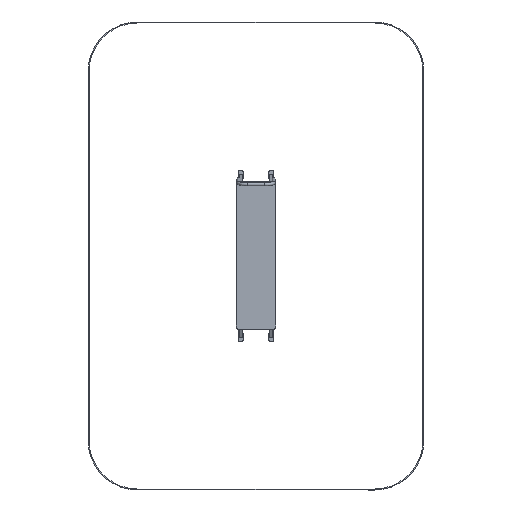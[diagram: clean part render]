
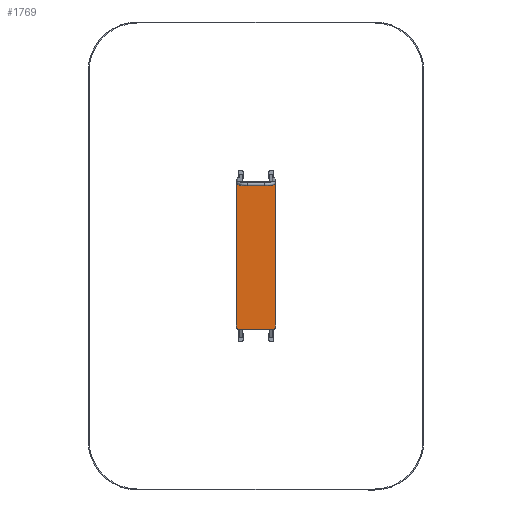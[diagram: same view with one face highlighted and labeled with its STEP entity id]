
A CAD part, top view. The second image highlights one B-rep face of the part: STEP entity #1769.
In plain terms, the highlighted planar face has unit normal (0, 0, 1).
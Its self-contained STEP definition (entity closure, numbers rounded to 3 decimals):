
#1769=ADVANCED_FACE('',(#2900),#2902,.T.);
#2900=FACE_BOUND('',#2901,.T.);
#2901=EDGE_LOOP('',(#3749,#3750,#3751,#3752,#3753,#3754,#3755,#3756,#3757,#3758,
#3759,#3760,#3761,#3762));
#2902=PLANE('',#2903);
#2903=AXIS2_PLACEMENT_3D('',#2904,#2905,#2906);
#2904=CARTESIAN_POINT('',(0.,0.,15.));
#2905=DIRECTION('',(0.,0.,1.));
#2906=DIRECTION('',(-1.,0.,0.));
#3749=ORIENTED_EDGE('',*,*,#4193,.T.);
#3750=ORIENTED_EDGE('',*,*,#4194,.T.);
#3751=ORIENTED_EDGE('',*,*,#4195,.T.);
#3752=ORIENTED_EDGE('',*,*,#4196,.T.);
#3753=ORIENTED_EDGE('',*,*,#4197,.T.);
#3754=ORIENTED_EDGE('',*,*,#4198,.T.);
#3755=ORIENTED_EDGE('',*,*,#4199,.T.);
#3756=ORIENTED_EDGE('',*,*,#4200,.T.);
#3757=ORIENTED_EDGE('',*,*,#4201,.T.);
#3758=ORIENTED_EDGE('',*,*,#4202,.T.);
#3759=ORIENTED_EDGE('',*,*,#4203,.T.);
#3760=ORIENTED_EDGE('',*,*,#4204,.T.);
#3761=ORIENTED_EDGE('',*,*,#4205,.T.);
#3762=ORIENTED_EDGE('',*,*,#4206,.T.);
#4193=EDGE_CURVE('',#4665,#4666,#4667,.T.);
#4194=EDGE_CURVE('',#4666,#4668,#4669,.T.);
#4195=EDGE_CURVE('',#4668,#4670,#4671,.T.);
#4196=EDGE_CURVE('',#4670,#4672,#4673,.T.);
#4197=EDGE_CURVE('',#4672,#4674,#4675,.T.);
#4198=EDGE_CURVE('',#4674,#4676,#4677,.T.);
#4199=EDGE_CURVE('',#4676,#4678,#4679,.T.);
#4200=EDGE_CURVE('',#4678,#4680,#4681,.T.);
#4201=EDGE_CURVE('',#4680,#4682,#4683,.T.);
#4202=EDGE_CURVE('',#4682,#4684,#4685,.T.);
#4203=EDGE_CURVE('',#4684,#4686,#4687,.T.);
#4204=EDGE_CURVE('',#4686,#4688,#4689,.T.);
#4205=EDGE_CURVE('',#4688,#4690,#4691,.T.);
#4206=EDGE_CURVE('',#4690,#4665,#4692,.T.);
#4665=VERTEX_POINT('',#5711);
#4666=VERTEX_POINT('',#5712);
#4667=LINE('',#5713,#5714);
#4668=VERTEX_POINT('',#5716);
#4669=CIRCLE('',#5717,25.);
#4670=VERTEX_POINT('',#5721);
#4671=LINE('',#5722,#5723);
#4672=VERTEX_POINT('',#5725);
#4673=CIRCLE('',#5726,10.);
#4674=VERTEX_POINT('',#5730);
#4675=LINE('',#5731,#5732);
#4676=VERTEX_POINT('',#5734);
#4677=LINE('',#5735,#5736);
#4678=VERTEX_POINT('',#5738);
#4679=LINE('',#5739,#5740);
#4680=VERTEX_POINT('',#5742);
#4681=CIRCLE('',#5743,10.);
#4682=VERTEX_POINT('',#5747);
#4683=LINE('',#5748,#5749);
#4684=VERTEX_POINT('',#5751);
#4685=CIRCLE('',#5752,25.);
#4686=VERTEX_POINT('',#5756);
#4687=LINE('',#5757,#5758);
#4688=VERTEX_POINT('',#5760);
#4689=CIRCLE('',#5761,25.);
#4690=VERTEX_POINT('',#5765);
#4691=LINE('',#5766,#5767);
#4692=CIRCLE('',#5769,25.);
#5711=CARTESIAN_POINT('',(720.,195.,15.));
#5712=CARTESIAN_POINT('',(-706.586,195.,15.));
#5713=CARTESIAN_POINT('',(720.,195.,15.));
#5714=VECTOR('',#5715,1.);
#5715=DIRECTION('',(-1.,0.,0.));
#5716=CARTESIAN_POINT('',(-731.586,170.,15.));
#5717=AXIS2_PLACEMENT_3D('',#5718,#5719,#5720);
#5718=CARTESIAN_POINT('',(-706.586,170.,15.));
#5719=DIRECTION('',(0.,0.,1.));
#5720=DIRECTION('',(0.,1.,0.));
#5721=CARTESIAN_POINT('',(-731.586,167.,15.));
#5722=CARTESIAN_POINT('',(-731.586,170.,15.));
#5723=VECTOR('',#5724,1.);
#5724=DIRECTION('',(0.,-1.,0.));
#5725=CARTESIAN_POINT('',(-741.586,157.,15.));
#5726=AXIS2_PLACEMENT_3D('',#5727,#5728,#5729);
#5727=CARTESIAN_POINT('',(-741.586,167.,15.));
#5728=DIRECTION('',(0.,0.,-1.));
#5729=DIRECTION('',(1.,0.,0.));
#5730=CARTESIAN_POINT('',(-745.,157.,15.));
#5731=CARTESIAN_POINT('',(-741.586,157.,15.));
#5732=VECTOR('',#5733,1.);
#5733=DIRECTION('',(-1.,0.,0.));
#5734=CARTESIAN_POINT('',(-745.,-157.,15.));
#5735=CARTESIAN_POINT('',(-745.,157.,15.));
#5736=VECTOR('',#5737,1.);
#5737=DIRECTION('',(0.,-1.,0.));
#5738=CARTESIAN_POINT('',(-741.586,-157.,15.));
#5739=CARTESIAN_POINT('',(-745.,-157.,15.));
#5740=VECTOR('',#5741,1.);
#5741=DIRECTION('',(1.,0.,0.));
#5742=CARTESIAN_POINT('',(-731.586,-167.,15.));
#5743=AXIS2_PLACEMENT_3D('',#5744,#5745,#5746);
#5744=CARTESIAN_POINT('',(-741.586,-167.,15.));
#5745=DIRECTION('',(0.,0.,-1.));
#5746=DIRECTION('',(0.,1.,0.));
#5747=CARTESIAN_POINT('',(-731.586,-170.,15.));
#5748=CARTESIAN_POINT('',(-731.586,-167.,15.));
#5749=VECTOR('',#5750,1.);
#5750=DIRECTION('',(0.,-1.,0.));
#5751=CARTESIAN_POINT('',(-706.586,-195.,15.));
#5752=AXIS2_PLACEMENT_3D('',#5753,#5754,#5755);
#5753=CARTESIAN_POINT('',(-706.586,-170.,15.));
#5754=DIRECTION('',(0.,0.,1.));
#5755=DIRECTION('',(-1.,0.,0.));
#5756=CARTESIAN_POINT('',(720.,-195.,15.));
#5757=CARTESIAN_POINT('',(-706.586,-195.,15.));
#5758=VECTOR('',#5759,1.);
#5759=DIRECTION('',(1.,0.,0.));
#5760=CARTESIAN_POINT('',(745.,-170.,15.));
#5761=AXIS2_PLACEMENT_3D('',#5762,#5763,#5764);
#5762=CARTESIAN_POINT('',(720.,-170.,15.));
#5763=DIRECTION('',(0.,0.,1.));
#5764=DIRECTION('',(0.,-1.,0.));
#5765=CARTESIAN_POINT('',(745.,170.,15.));
#5766=CARTESIAN_POINT('',(745.,-170.,15.));
#5767=VECTOR('',#5768,1.);
#5768=DIRECTION('',(0.,1.,0.));
#5769=AXIS2_PLACEMENT_3D('',#5770,#5771,#5772);
#5770=CARTESIAN_POINT('',(720.,170.,15.));
#5771=DIRECTION('',(0.,0.,1.));
#5772=DIRECTION('',(1.,0.,0.));
